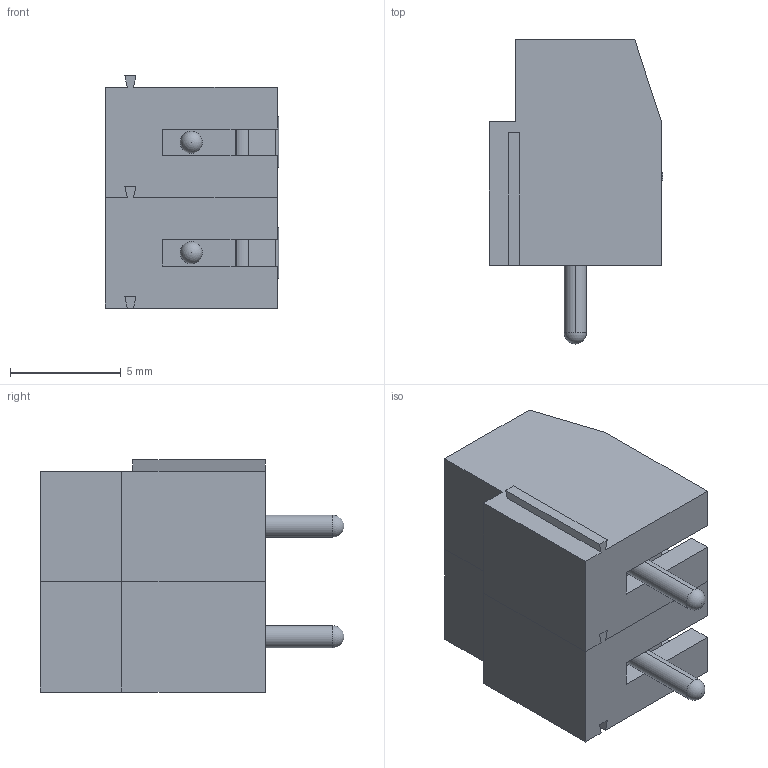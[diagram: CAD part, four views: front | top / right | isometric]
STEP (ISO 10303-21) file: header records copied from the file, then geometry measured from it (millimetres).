
FILE_DESCRIPTION (( 'STEP AP214' ), '1' );
FILE_NAME ('TBLOCK-2PIN-5mm pitch.STEP', '2020-06-29T08:14:26', ( '' ), ( '' ), 'SwSTEP 2.0', 'SolidWorks 2018', '' );
FILE_SCHEMA (( 'AUTOMOTIVE_DESIGN' ));
Length unit declared in the file: millimetre
Products named in the file (4): Screw; Outter; TBLOCK-2PIN-5mm pitch; Inner
Assembly tree (6 placements, depth 2):
  TBLOCK-2PIN-5mm pitch
    Outter  x2
    Screw  x2
    Inner  x2
Bounding box: 7.87 x 13.75 x 10.5 mm (x, y, z)
Volume: 563 mm3; surface area: 1492.7 mm2
Topology: 6 solids, 6 shells, 330 faces, 828 edges, 494 vertices
Faces by surface type: plane 134, cylinder 86, bspline 56, torus 26, sphere 22, cone 6
Entity records: 5581 total; most frequent: CARTESIAN_POINT 1752, ORIENTED_EDGE 802, DIRECTION 737, EDGE_CURVE 401, AXIS2_PLACEMENT_3D 270, VERTEX_POINT 245, VECTOR 197, LINE 197
